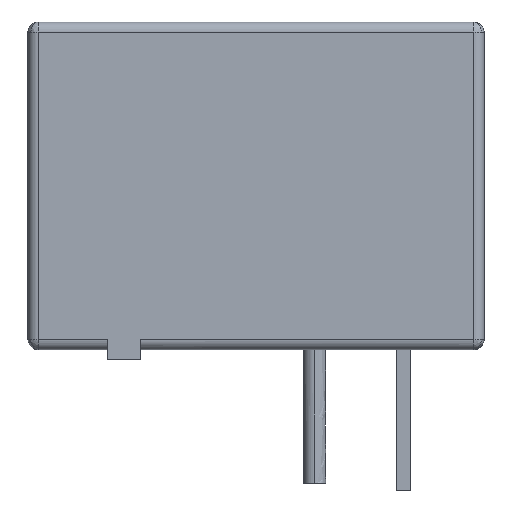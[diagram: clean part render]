
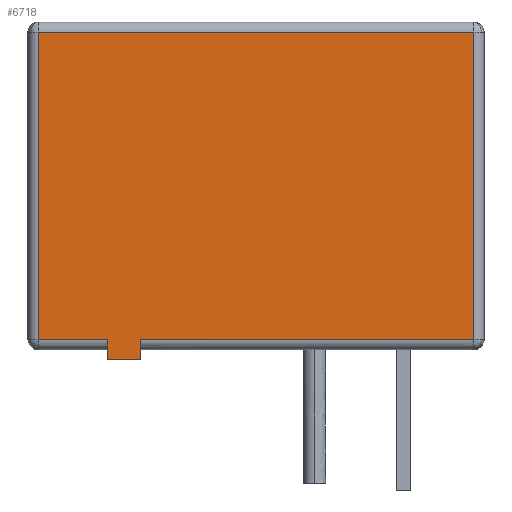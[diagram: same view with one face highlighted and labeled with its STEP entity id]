
A CAD part, left-side view. The second image highlights one B-rep face of the part: STEP entity #6718.
In plain terms, the highlighted planar face has unit normal (-1, 0, 0).
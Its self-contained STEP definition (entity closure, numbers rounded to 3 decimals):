
#6718 = ADVANCED_FACE('',(#6719),#6784,.T.);
#6719 = FACE_BOUND('',#6720,.T.);
#6720 = EDGE_LOOP('',(#6721,#6737,#6744,#6751,#6758,#6765,#6772));
#6721 = ORIENTED_EDGE('',*,*,#6722,.T.);
#6722 = EDGE_CURVE('',#6723,#6725,#6727,.T.);
#6723 = VERTEX_POINT('',#6724);
#6724 = CARTESIAN_POINT('',(-4.85,5.14,0.025));
#6725 = VERTEX_POINT('',#6726);
#6726 = CARTESIAN_POINT('',(-4.85,5.14,0.625
    ));
#6727 = B_SPLINE_CURVE_WITH_KNOTS('',1,(#6728,#6729,#6730,#6731,#6732,
    #6733,#6734,#6735,#6736),.UNSPECIFIED.,.T.,.F.,(2,1,1,1,1,1,1,1,2),(
    0.,1.,2.,3.,4.,5.,6.,7.,8.),.PIECEWISE_BEZIER_KNOTS.);
#6728 = CARTESIAN_POINT('',(-4.85,5.14,0.025));
#6729 = CARTESIAN_POINT('',(-4.85,5.14,0.625
    ));
#6730 = CARTESIAN_POINT('',(-4.85,-4.715,
    0.625));
#6731 = CARTESIAN_POINT('',(-4.85,-4.715,
    9.725));
#6732 = CARTESIAN_POINT('',(-4.85,8.185,9.725
    ));
#6733 = CARTESIAN_POINT('',(-4.85,8.185,0.625
    ));
#6734 = CARTESIAN_POINT('',(-4.85,6.14,
    0.625));
#6735 = CARTESIAN_POINT('',(-4.85,6.14,0.025));
#6736 = CARTESIAN_POINT('',(-4.85,5.14,0.025));
#6737 = ORIENTED_EDGE('',*,*,#6738,.T.);
#6738 = EDGE_CURVE('',#6725,#6739,#6741,.T.);
#6739 = VERTEX_POINT('',#6740);
#6740 = CARTESIAN_POINT('',(-4.85,-4.715,0.625));
#6741 = B_SPLINE_CURVE_WITH_KNOTS('',1,(#6742,#6743),.UNSPECIFIED.,.F.,
  .F.,(2,2),(0.,1.),.PIECEWISE_BEZIER_KNOTS.);
#6742 = CARTESIAN_POINT('',(-4.85,5.14,0.625
    ));
#6743 = CARTESIAN_POINT('',(-4.85,-4.715,
    0.625));
#6744 = ORIENTED_EDGE('',*,*,#6745,.T.);
#6745 = EDGE_CURVE('',#6739,#6746,#6748,.T.);
#6746 = VERTEX_POINT('',#6747);
#6747 = CARTESIAN_POINT('',(-4.85,-4.715,
    9.725));
#6748 = B_SPLINE_CURVE_WITH_KNOTS('',1,(#6749,#6750),.UNSPECIFIED.,.F.,
  .F.,(2,2),(3.356,4.356),.PIECEWISE_BEZIER_KNOTS.);
#6749 = CARTESIAN_POINT('',(-4.85,-4.715,0.625));
#6750 = CARTESIAN_POINT('',(-4.85,-4.715,
    9.725));
#6751 = ORIENTED_EDGE('',*,*,#6752,.T.);
#6752 = EDGE_CURVE('',#6746,#6753,#6755,.T.);
#6753 = VERTEX_POINT('',#6754);
#6754 = CARTESIAN_POINT('',(-4.85,8.185,
    9.725));
#6755 = B_SPLINE_CURVE_WITH_KNOTS('',1,(#6756,#6757),.UNSPECIFIED.,.F.,
  .F.,(2,2),(2.571,3.571),.PIECEWISE_BEZIER_KNOTS.);
#6756 = CARTESIAN_POINT('',(-4.85,-4.715,
    9.725));
#6757 = CARTESIAN_POINT('',(-4.85,8.185,9.725
    ));
#6758 = ORIENTED_EDGE('',*,*,#6759,.T.);
#6759 = EDGE_CURVE('',#6753,#6760,#6762,.T.);
#6760 = VERTEX_POINT('',#6761);
#6761 = CARTESIAN_POINT('',(-4.85,8.185,0.625
    ));
#6762 = B_SPLINE_CURVE_WITH_KNOTS('',1,(#6763,#6764),.UNSPECIFIED.,.F.,
  .F.,(2,2),(0.785,1.785),.PIECEWISE_BEZIER_KNOTS.);
#6763 = CARTESIAN_POINT('',(-4.85,8.185,
    9.725));
#6764 = CARTESIAN_POINT('',(-4.85,8.185,
    0.625));
#6765 = ORIENTED_EDGE('',*,*,#6766,.T.);
#6766 = EDGE_CURVE('',#6760,#6767,#6769,.T.);
#6767 = VERTEX_POINT('',#6768);
#6768 = CARTESIAN_POINT('',(-4.85,6.14,
    0.625));
#6769 = B_SPLINE_CURVE_WITH_KNOTS('',1,(#6770,#6771),.UNSPECIFIED.,.F.,
  .F.,(2,2),(2.571,3.571),.PIECEWISE_BEZIER_KNOTS.);
#6770 = CARTESIAN_POINT('',(-4.85,8.185,0.625
    ));
#6771 = CARTESIAN_POINT('',(-4.85,6.14,
    0.625));
#6772 = ORIENTED_EDGE('',*,*,#6773,.T.);
#6773 = EDGE_CURVE('',#6767,#6723,#6774,.T.);
#6774 = B_SPLINE_CURVE_WITH_KNOTS('',1,(#6775,#6776,#6777,#6778,#6779,
    #6780,#6781,#6782,#6783),.UNSPECIFIED.,.T.,.F.,(2,1,1,1,1,1,1,1,2),(
    0.,1.,2.,3.,4.,5.,6.,7.,8.),.PIECEWISE_BEZIER_KNOTS.);
#6775 = CARTESIAN_POINT('',(-4.85,5.14,0.025));
#6776 = CARTESIAN_POINT('',(-4.85,5.14,0.625
    ));
#6777 = CARTESIAN_POINT('',(-4.85,-4.715,
    0.625));
#6778 = CARTESIAN_POINT('',(-4.85,-4.715,
    9.725));
#6779 = CARTESIAN_POINT('',(-4.85,8.185,9.725
    ));
#6780 = CARTESIAN_POINT('',(-4.85,8.185,0.625
    ));
#6781 = CARTESIAN_POINT('',(-4.85,6.14,
    0.625));
#6782 = CARTESIAN_POINT('',(-4.85,6.14,0.025));
#6783 = CARTESIAN_POINT('',(-4.85,5.14,0.025));
#6784 = PLANE('',#6785);
#6785 = AXIS2_PLACEMENT_3D('',#6786,#6787,#6788);
#6786 = CARTESIAN_POINT('',(-4.85,8.443,
    -0.169));
#6787 = DIRECTION('',(-1.,0.,0.));
#6788 = DIRECTION('',(0.,-1.,0.));
